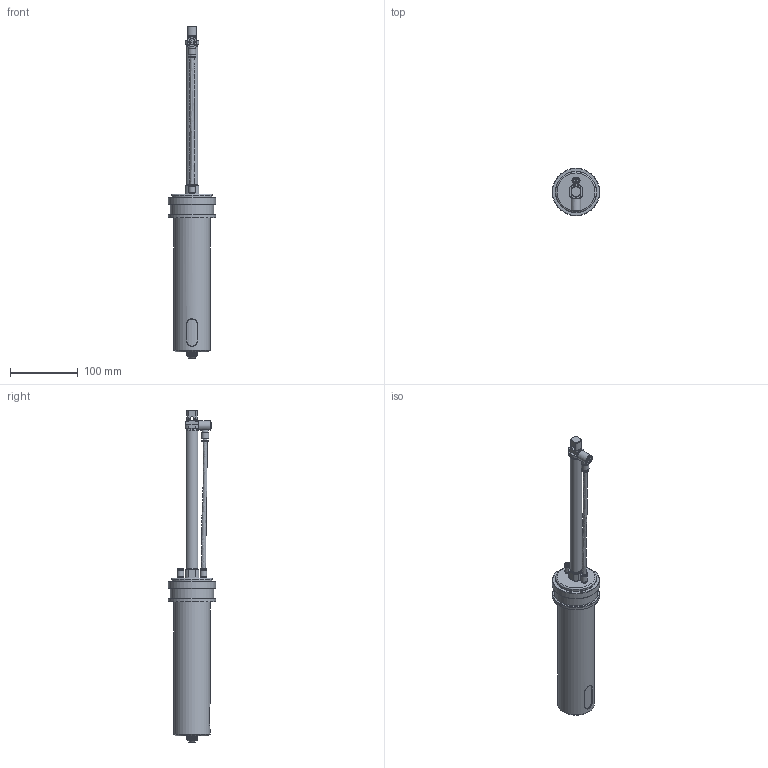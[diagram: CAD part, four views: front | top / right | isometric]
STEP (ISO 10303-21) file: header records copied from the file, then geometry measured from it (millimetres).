
FILE_DESCRIPTION(/* description */ (''),/* implementation_level */ '2;1');
FILE_NAME(/* name */ '508324_310ml_Kartuschenhlse_Zusatzzylinder_Kunde_Vereinfachen_1.stp',/* time_stamp */ '2023-03-06T10:30:16+01:00',/* author */ ('glueck'),/* organization */ (''),/* preprocessor_version */ 'ST-DEVELOPER v19.2',/* originating_system */ 'Autodesk Inventor 2023',/* authorisation */ '');
FILE_SCHEMA (('AUTOMOTIVE_DESIGN { 1 0 10303 214 3 1 1 }'));
Length unit declared in the file: millimetre
Products named in the file (1): 508324_310ml_Kartuschenhülse_Zusatzzylinder_Kunde_Vereinfachen_1
Bounding box: 70 x 70 x 489.5 mm (x, y, z)
Volume: 612812.6 mm3; surface area: 131836.9 mm2
Topology: 1 solids, 1 shells, 229 faces, 532 edges, 335 vertices
Faces by surface type: plane 83, cylinder 76, torus 37, cone 26, bspline 7
Full cylindrical faces by diameter (mm): 6 x3, 7.1 x1, 7.4 x2, 7.8 x4, 9.4 x1, 9.6 x2, 9.8 x2, 10 x1, 11 x1, 11.5 x1, 13 x4, 14 x1, 14.9 x4, 17.4 x3, 38.2 x1, 49 x1, 50.5 x1, 54 x1, 60 x1, 64 x1, 70 x2
Entity records: 9813 total; most frequent: CARTESIAN_POINT 4299, DIRECTION 1069, ORIENTED_EDGE 1064, EDGE_CURVE 532, AXIS2_PLACEMENT_3D 414, VERTEX_POINT 335, EDGE_LOOP 263, LINE 241
